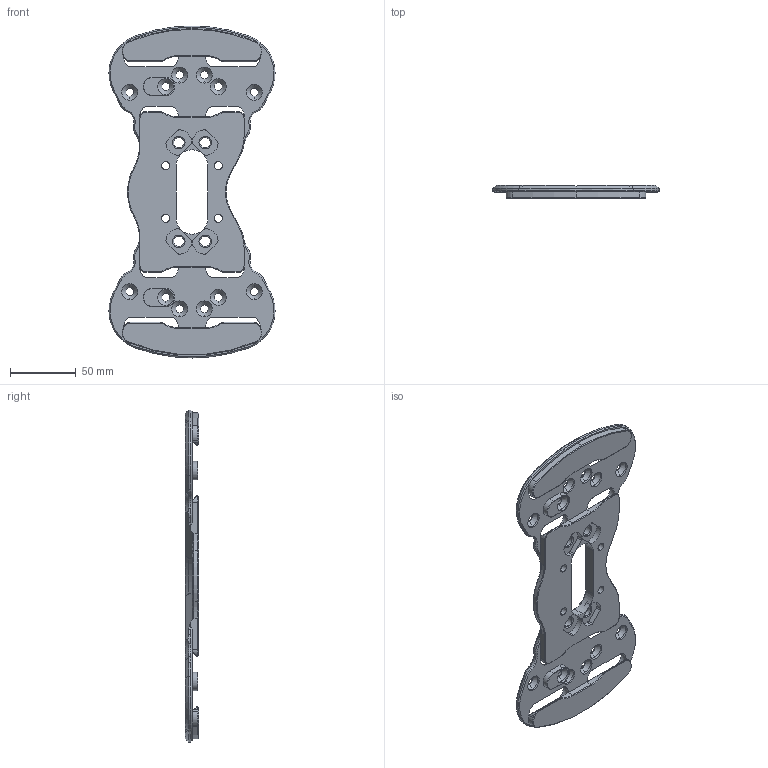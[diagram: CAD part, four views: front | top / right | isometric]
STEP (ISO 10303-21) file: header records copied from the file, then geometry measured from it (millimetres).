
FILE_DESCRIPTION (( 'STEP AP214' ), '1' );
FILE_NAME ('Embase.stp', '2022-01-30T17:18:52', ( '' ), ( '' ), 'SwSTEP 2.0', 'SolidWorks 2018', '' );
FILE_SCHEMA (( 'AUTOMOTIVE_DESIGN' ));
Length unit declared in the file: millimetre
Products named in the file (1): Embase
Bounding box: 126.15 x 10 x 252 mm (x, y, z)
Volume: 134582 mm3; surface area: 55014.9 mm2
Topology: 1 solids, 1 shells, 470 faces, 1259 edges, 774 vertices
Faces by surface type: cylinder 185, plane 158, cone 119, torus 8
Entity records: 14787 total; most frequent: CARTESIAN_POINT 2984, ORIENTED_EDGE 2518, DIRECTION 2501, EDGE_CURVE 1259, AXIS2_PLACEMENT_3D 917, VERTEX_POINT 774, VECTOR 667, LINE 667
